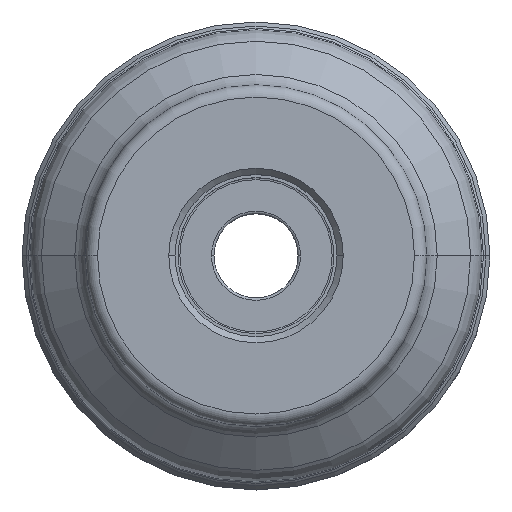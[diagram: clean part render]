
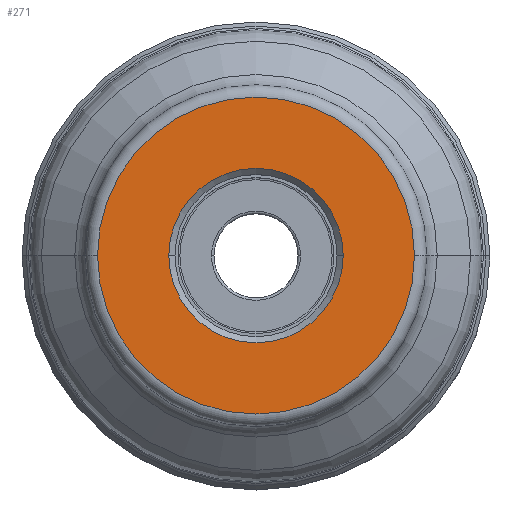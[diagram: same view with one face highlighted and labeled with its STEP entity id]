
A CAD part, top view. The second image highlights one B-rep face of the part: STEP entity #271.
In plain terms, the highlighted planar face has unit normal (0, 0, 1).
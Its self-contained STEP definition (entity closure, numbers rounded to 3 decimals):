
#271=ADVANCED_FACE('',(#306,#307),#291,.F.);
#291=PLANE('',#1732);
#306=FACE_BOUND('',#388,.T.);
#307=FACE_BOUND('',#389,.T.);
#388=EDGE_LOOP('',(#729,#730,#731,#732));
#389=EDGE_LOOP('',(#733,#734));
#729=ORIENTED_EDGE('',*,*,#1094,.T.);
#730=ORIENTED_EDGE('',*,*,#1095,.T.);
#731=ORIENTED_EDGE('',*,*,#1096,.T.);
#732=ORIENTED_EDGE('',*,*,#1097,.F.);
#733=ORIENTED_EDGE('',*,*,#1093,.T.);
#734=ORIENTED_EDGE('',*,*,#1091,.T.);
#903=VERTEX_POINT('',#2693);
#904=VERTEX_POINT('',#2695);
#905=VERTEX_POINT('',#2701);
#906=VERTEX_POINT('',#2702);
#907=VERTEX_POINT('',#2704);
#908=VERTEX_POINT('',#2706);
#1091=EDGE_CURVE('',#904,#903,#1256,.T.);
#1093=EDGE_CURVE('',#903,#904,#1257,.T.);
#1094=EDGE_CURVE('',#905,#906,#1258,.T.);
#1095=EDGE_CURVE('',#906,#907,#1259,.T.);
#1096=EDGE_CURVE('',#907,#908,#1260,.T.);
#1097=EDGE_CURVE('',#905,#908,#1261,.T.);
#1256=CIRCLE('',#1724,14.2);
#1257=CIRCLE('',#1726,14.2);
#1258=CIRCLE('',#1728,25.815);
#1259=CIRCLE('',#1729,25.815);
#1260=CIRCLE('',#1730,25.815);
#1261=CIRCLE('',#1731,25.815);
#1724=AXIS2_PLACEMENT_3D('',#2694,#2239,#2240);
#1726=AXIS2_PLACEMENT_3D('',#2698,#2244,#2245);
#1728=AXIS2_PLACEMENT_3D('',#2700,#2248,#2249);
#1729=AXIS2_PLACEMENT_3D('',#2703,#2250,#2251);
#1730=AXIS2_PLACEMENT_3D('',#2705,#2252,#2253);
#1731=AXIS2_PLACEMENT_3D('',#2707,#2254,#2255);
#1732=AXIS2_PLACEMENT_3D('',#2708,#2256,#2257);
#2239=DIRECTION('',(0.,0.,-1.));
#2240=DIRECTION('',(1.,0.,0.));
#2244=DIRECTION('',(0.,0.,-1.));
#2245=DIRECTION('',(-1.,0.,0.));
#2248=DIRECTION('',(0.,0.,1.));
#2249=DIRECTION('',(1.,0.,0.));
#2250=DIRECTION('',(0.,0.,1.));
#2251=DIRECTION('',(-1.,0.001,0.));
#2252=DIRECTION('',(0.,0.,1.));
#2253=DIRECTION('',(-1.,0.,0.));
#2254=DIRECTION('',(0.,0.,-1.));
#2255=DIRECTION('',(1.,0.,0.));
#2256=DIRECTION('',(0.,0.,-1.));
#2257=DIRECTION('',(1.,0.,0.));
#2693=CARTESIAN_POINT('',(-14.2,0.,0.));
#2694=CARTESIAN_POINT('',(0.,0.,0.));
#2695=CARTESIAN_POINT('',(14.2,0.,0.));
#2698=CARTESIAN_POINT('',(0.,0.,0.));
#2700=CARTESIAN_POINT('',(0.,0.,0.));
#2701=CARTESIAN_POINT('',(25.815,0.,0.));
#2702=CARTESIAN_POINT('',(-25.815,0.02,0.));
#2703=CARTESIAN_POINT('',(0.,0.,0.));
#2704=CARTESIAN_POINT('',(-25.815,0.,0.));
#2705=CARTESIAN_POINT('',(0.,0.,0.));
#2706=CARTESIAN_POINT('',(25.815,-0.02,0.));
#2707=CARTESIAN_POINT('',(0.,0.,0.));
#2708=CARTESIAN_POINT('',(0.,0.,0.));
